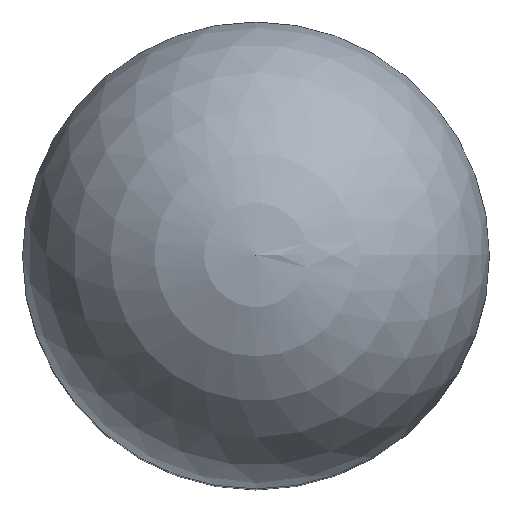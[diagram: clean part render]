
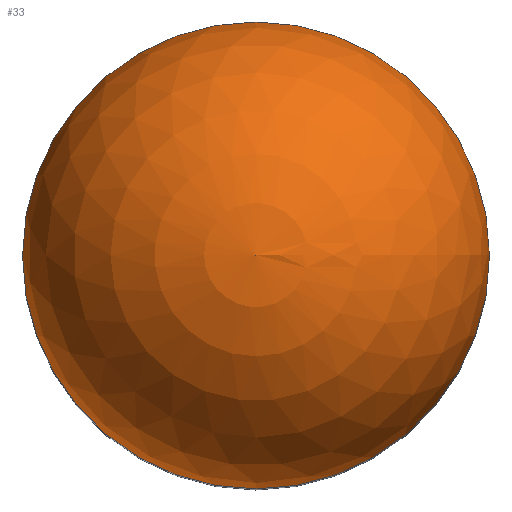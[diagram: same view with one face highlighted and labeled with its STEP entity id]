
A CAD part, top view. The second image highlights one B-rep face of the part: STEP entity #33.
In plain terms, the highlighted spherical face has radius 13.9 mm.
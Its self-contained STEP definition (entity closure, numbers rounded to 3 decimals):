
#33 = ADVANCED_FACE( '', ( #64 ), #65, .T. );
#64 = FACE_OUTER_BOUND( '', #89, .T. );
#65 = SPHERICAL_SURFACE( '', #90, 13.9 );
#89 = EDGE_LOOP( '', ( #112 ) );
#90 = AXIS2_PLACEMENT_3D( '', #113, #114, #115 );
#112 = ORIENTED_EDGE( '', *, *, #133, .T. );
#113 = CARTESIAN_POINT( '', ( 0., 0., 38.1 ) );
#114 = DIRECTION( '', ( 0., 0., 1. ) );
#115 = DIRECTION( '', ( 1., 0., 0. ) );
#133 = EDGE_CURVE( '', #145, #145, #146, .T. );
#145 = VERTEX_POINT( '', #158 );
#146 = CIRCLE( '', #159, 13.9 );
#158 = CARTESIAN_POINT( '', ( 13.9, 0., 38.1 ) );
#159 = AXIS2_PLACEMENT_3D( '', #171, #172, #173 );
#171 = CARTESIAN_POINT( '', ( 0., 0., 38.1 ) );
#172 = DIRECTION( '', ( 0., 0., 1. ) );
#173 = DIRECTION( '', ( 1., 0., 0. ) );
